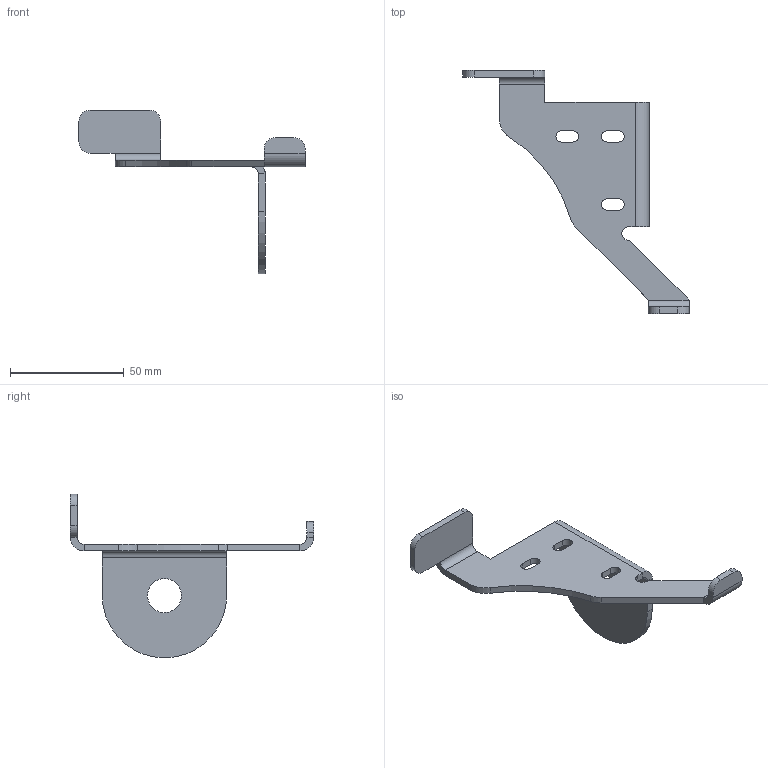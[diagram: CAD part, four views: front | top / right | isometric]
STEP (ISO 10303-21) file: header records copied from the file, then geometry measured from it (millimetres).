
FILE_DESCRIPTION((''),'2;1');
FILE_NAME('SHEETMETAL1','2017-11-01T21:18:44',('GKam'),(''),'CREO PARAMETRIC BY PTC INC, 2016510','CREO PARAMETRIC BY PTC INC, 2016510','');
FILE_SCHEMA(('AP242_MANAGED_MODEL_BASED_3D_ENGINEERING_MIM_LF { 1 0 10303 442 1 1 4 }'));
Length unit declared in the file: millimetre
Products named in the file (1): SHEETMETAL1
Bounding box: 99.55 x 107 x 72 mm (x, y, z)
Volume: 19053.6 mm3; surface area: 14548.7 mm2
Topology: 1 solids, 1 shells, 59 faces, 147 edges, 97 vertices
Faces by surface type: plane 35, cylinder 24
Entity records: 2166 total; most frequent: DIRECTION 338, CARTESIAN_POINT 319, ORIENTED_EDGE 294, EDGE_CURVE 147, AXIS2_PLACEMENT_3D 119, VECTOR 100, LINE 100, VERTEX_POINT 90
